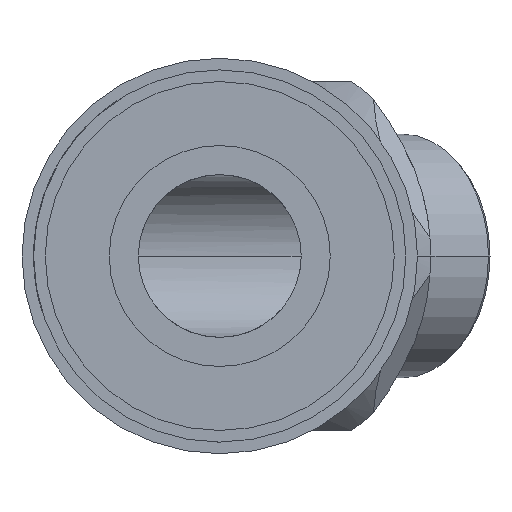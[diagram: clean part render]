
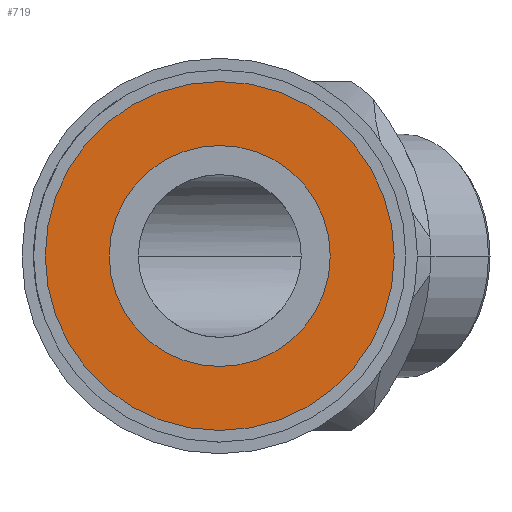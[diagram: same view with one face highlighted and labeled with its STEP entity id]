
A CAD part, left-side view. The second image highlights one B-rep face of the part: STEP entity #719.
In plain terms, the highlighted planar face has unit normal (-1, 0, 0).
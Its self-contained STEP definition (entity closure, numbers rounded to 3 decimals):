
#133 = AXIS2_PLACEMENT_3D ( 'NONE', #6747, #8058, #247 ) ;
#247 = DIRECTION ( 'NONE',  ( 0., 0., -1. ) ) ;
#278 = AXIS2_PLACEMENT_3D ( 'NONE', #5547, #2020, #6953 ) ;
#671 = DIRECTION ( 'NONE',  ( -1., 0., 0. ) ) ;
#709 = CARTESIAN_POINT ( 'NONE',  ( 0., 0., -15. ) ) ;
#719 = ADVANCED_FACE ( 'NONE', ( #1690, #6093 ), #5911, .F. ) ;
#998 = CARTESIAN_POINT ( 'NONE',  ( 0., 0., 0. ) ) ;
#1348 = DIRECTION ( 'NONE',  ( 0., 0., -1. ) ) ;
#1690 = FACE_BOUND ( 'NONE', #3001, .T. ) ;
#2020 = DIRECTION ( 'NONE',  ( -1., 0., 0. ) ) ;
#2098 = EDGE_CURVE ( 'NONE', #9169, #3717, #3086, .T. ) ;
#2158 = DIRECTION ( 'NONE',  ( 0., 0., 1. ) ) ;
#2351 = AXIS2_PLACEMENT_3D ( 'NONE', #998, #3124, #5963 ) ;
#2467 = CARTESIAN_POINT ( 'NONE',  ( 0., 0., 9.5 ) ) ;
#3001 = EDGE_LOOP ( 'NONE', ( #7405, #5030 ) ) ;
#3086 = CIRCLE ( 'NONE', #278, 15. ) ;
#3124 = DIRECTION ( 'NONE',  ( 1., 0., 0. ) ) ;
#3180 = EDGE_CURVE ( 'NONE', #3717, #9169, #5458, .T. ) ;
#3368 = CARTESIAN_POINT ( 'NONE',  ( 0., 0., 0. ) ) ;
#3491 = VERTEX_POINT ( 'NONE', #6710 ) ;
#3548 = EDGE_CURVE ( 'NONE', #9138, #3491, #4263, .T. ) ;
#3572 = CIRCLE ( 'NONE', #7448, 9.5 ) ;
#3717 = VERTEX_POINT ( 'NONE', #709 ) ;
#4141 = CARTESIAN_POINT ( 'NONE',  ( 0., 0., 0. ) ) ;
#4263 = CIRCLE ( 'NONE', #2351, 9.5 ) ;
#4418 = ORIENTED_EDGE ( 'NONE', *, *, #3180, .T. ) ;
#5030 = ORIENTED_EDGE ( 'NONE', *, *, #5682, .T. ) ;
#5306 = AXIS2_PLACEMENT_3D ( 'NONE', #4141, #671, #2158 ) ;
#5458 = CIRCLE ( 'NONE', #5306, 15. ) ;
#5547 = CARTESIAN_POINT ( 'NONE',  ( 0., 0., 0. ) ) ;
#5682 = EDGE_CURVE ( 'NONE', #3491, #9138, #3572, .T. ) ;
#5728 = EDGE_LOOP ( 'NONE', ( #8576, #4418 ) ) ;
#5911 = PLANE ( 'NONE',  #133 ) ;
#5963 = DIRECTION ( 'NONE',  ( 0., 0., -1. ) ) ;
#6093 = FACE_OUTER_BOUND ( 'NONE', #5728, .T. ) ;
#6710 = CARTESIAN_POINT ( 'NONE',  ( 0., 0., -9.5 ) ) ;
#6747 = CARTESIAN_POINT ( 'NONE',  ( 0., 0., 0. ) ) ;
#6748 = CARTESIAN_POINT ( 'NONE',  ( 0., 0., 15. ) ) ;
#6953 = DIRECTION ( 'NONE',  ( 0., 0., 1. ) ) ;
#7405 = ORIENTED_EDGE ( 'NONE', *, *, #3548, .T. ) ;
#7448 = AXIS2_PLACEMENT_3D ( 'NONE', #3368, #9101, #1348 ) ;
#8058 = DIRECTION ( 'NONE',  ( 1., 0., 0. ) ) ;
#8576 = ORIENTED_EDGE ( 'NONE', *, *, #2098, .T. ) ;
#9101 = DIRECTION ( 'NONE',  ( 1., 0., 0. ) ) ;
#9138 = VERTEX_POINT ( 'NONE', #2467 ) ;
#9169 = VERTEX_POINT ( 'NONE', #6748 ) ;
